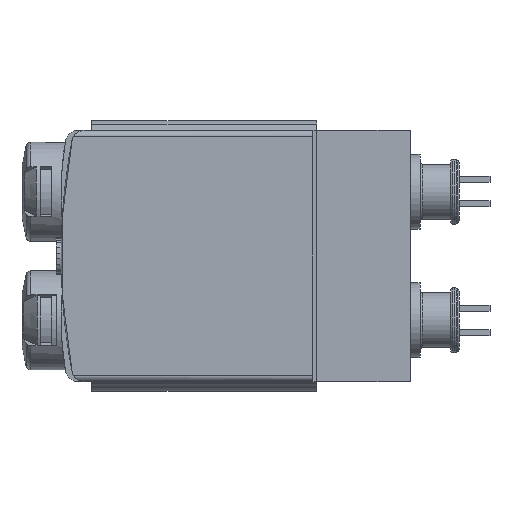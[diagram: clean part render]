
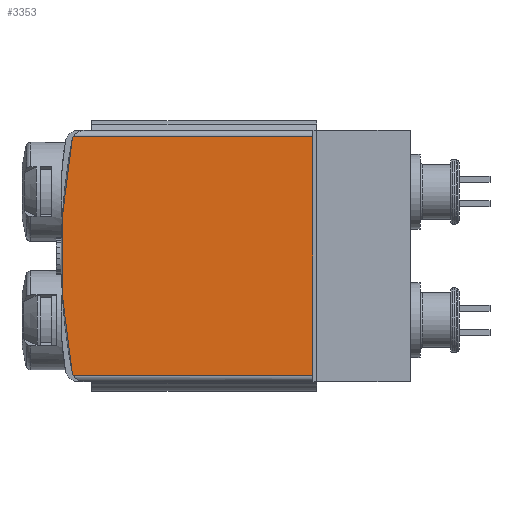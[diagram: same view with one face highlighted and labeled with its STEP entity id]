
A CAD part, left-side view. The second image highlights one B-rep face of the part: STEP entity #3353.
In plain terms, the highlighted planar face has unit normal (-1, 0, 0).
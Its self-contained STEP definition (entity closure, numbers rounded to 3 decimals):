
#38=PLANE('',#3650);
#261=LINE('',#5353,#563);
#263=LINE('',#5356,#565);
#264=LINE('',#5358,#566);
#563=VECTOR('',#4186,1000.);
#565=VECTOR('',#4190,1000.);
#566=VECTOR('',#4191,1000.);
#805=CIRCLE('',#3561,50.);
#858=CIRCLE('',#3647,1.);
#860=CIRCLE('',#3651,1.);
#1119=ORIENTED_EDGE('',*,*,#2083,.F.);
#1120=ORIENTED_EDGE('',*,*,#2084,.F.);
#1121=ORIENTED_EDGE('',*,*,#2085,.F.);
#1122=ORIENTED_EDGE('',*,*,#1937,.F.);
#1123=ORIENTED_EDGE('',*,*,#2079,.F.);
#1124=ORIENTED_EDGE('',*,*,#2081,.T.);
#1937=EDGE_CURVE('',#2425,#2426,#805,.T.);
#2079=EDGE_CURVE('',#2557,#2425,#858,.T.);
#2081=EDGE_CURVE('',#2557,#2558,#261,.T.);
#2083=EDGE_CURVE('',#2560,#2558,#263,.T.);
#2084=EDGE_CURVE('',#2561,#2560,#264,.T.);
#2085=EDGE_CURVE('',#2426,#2561,#860,.T.);
#2425=VERTEX_POINT('',#5017);
#2426=VERTEX_POINT('',#5019);
#2557=VERTEX_POINT('',#5347);
#2558=VERTEX_POINT('',#5351);
#2560=VERTEX_POINT('',#5357);
#2561=VERTEX_POINT('',#5359);
#2799=EDGE_LOOP('',(#1119,#1120,#1121,#1122,#1123,#1124));
#3059=FACE_BOUND('',#2799,.T.);
#3353=ADVANCED_FACE('',(#3059),#38,.F.);
#3561=AXIS2_PLACEMENT_3D('',#5018,#3945,#3946);
#3647=AXIS2_PLACEMENT_3D('',#5348,#4180,#4181);
#3650=AXIS2_PLACEMENT_3D('',#5355,#4188,#4189);
#3651=AXIS2_PLACEMENT_3D('',#5360,#4192,#4193);
#3945=DIRECTION('',(1.,0.,0.));
#3946=DIRECTION('',(0.,0.,-1.));
#4180=DIRECTION('',(1.,0.,0.));
#4181=DIRECTION('',(0.,0.,-1.));
#4186=DIRECTION('',(0.,-1.,0.));
#4188=DIRECTION('',(1.,0.,0.));
#4189=DIRECTION('',(0.,0.,-1.));
#4190=DIRECTION('',(0.,0.,-1.));
#4191=DIRECTION('',(0.,-1.,0.));
#4192=DIRECTION('',(1.,0.,0.));
#4193=DIRECTION('',(0.,0.,-1.));
#5017=CARTESIAN_POINT('',(0.,19.951,-9.439));
#5018=CARTESIAN_POINT('',(0.,-29.15,0.));
#5019=CARTESIAN_POINT('',(0.,19.951,9.439));
#5347=CARTESIAN_POINT('',(0.,19.835,-9.75));
#5348=CARTESIAN_POINT('',(0.,18.969,-9.25));
#5351=CARTESIAN_POINT('',(0.,0.3,-9.75));
#5353=CARTESIAN_POINT('',(0.,23.,-9.75));
#5355=CARTESIAN_POINT('',(0.,23.,-9.75));
#5356=CARTESIAN_POINT('',(0.,0.3,-9.75));
#5357=CARTESIAN_POINT('',(0.,0.3,9.75));
#5358=CARTESIAN_POINT('',(0.,23.,9.75));
#5359=CARTESIAN_POINT('',(0.,19.835,9.75));
#5360=CARTESIAN_POINT('',(0.,18.969,9.25));
